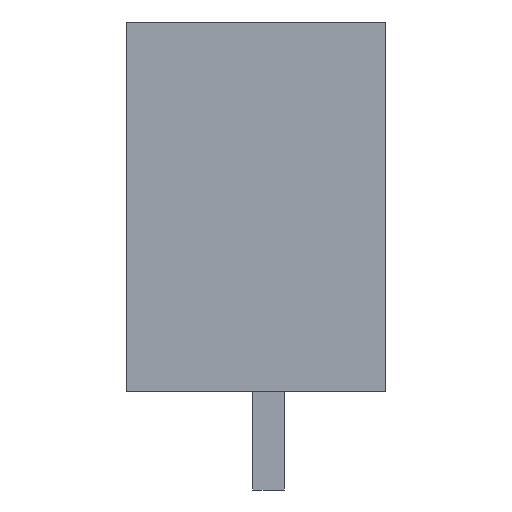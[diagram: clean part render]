
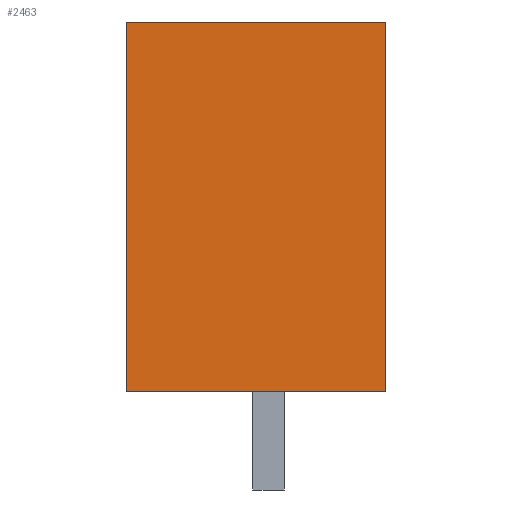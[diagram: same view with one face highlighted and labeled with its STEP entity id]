
A CAD part, left-side view. The second image highlights one B-rep face of the part: STEP entity #2463.
In plain terms, the highlighted planar face has unit normal (-1, 0, 0).
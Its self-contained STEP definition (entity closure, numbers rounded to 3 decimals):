
#2443=AXIS2_PLACEMENT_3D('Plane Axis2P3D',#2440,#2441,#2442) ;
#989=CARTESIAN_POINT('Vertex',(0.,0.,3.2)) ;
#992=CARTESIAN_POINT('Line Origine',(0.,4.215,3.2)) ;
#996=CARTESIAN_POINT('Vertex',(0.,8.43,3.2)) ;
#2276=CARTESIAN_POINT('Line Origine',(0.,0.,9.2)) ;
#2280=CARTESIAN_POINT('Vertex',(0.,0.,15.2)) ;
#2440=CARTESIAN_POINT('Axis2P3D Location',(0.,8.43,15.2)) ;
#2445=CARTESIAN_POINT('Line Origine',(0.,4.215,15.2)) ;
#2449=CARTESIAN_POINT('Vertex',(0.,8.43,15.2)) ;
#2452=CARTESIAN_POINT('Line Origine',(0.,8.43,9.2)) ;
#993=DIRECTION('Vector Direction',(0.,-1.,0.)) ;
#2277=DIRECTION('Vector Direction',(0.,0.,-1.)) ;
#2441=DIRECTION('Axis2P3D Direction',(-1.,0.,0.)) ;
#2442=DIRECTION('Axis2P3D XDirection',(0.,0.,1.)) ;
#2446=DIRECTION('Vector Direction',(0.,-1.,0.)) ;
#2453=DIRECTION('Vector Direction',(0.,0.,-1.)) ;
#994=VECTOR('Line Direction',#993,1.) ;
#2278=VECTOR('Line Direction',#2277,1.) ;
#2447=VECTOR('Line Direction',#2446,1.) ;
#2454=VECTOR('Line Direction',#2453,1.) ;
#2458=ORIENTED_EDGE('',*,*,#2451,.F.) ;
#2459=ORIENTED_EDGE('',*,*,#2456,.T.) ;
#2460=ORIENTED_EDGE('',*,*,#998,.T.) ;
#2461=ORIENTED_EDGE('',*,*,#2282,.F.) ;
#2463=ADVANCED_FACE('HOUSING',(#2462),#2444,.T.) ;
#998=EDGE_CURVE('',#997,#990,#995,.T.) ;
#2282=EDGE_CURVE('',#2281,#990,#2279,.T.) ;
#2451=EDGE_CURVE('',#2450,#2281,#2448,.T.) ;
#2456=EDGE_CURVE('',#2450,#997,#2455,.T.) ;
#2457=EDGE_LOOP('',(#2458,#2459,#2460,#2461)) ;
#2462=FACE_OUTER_BOUND('',#2457,.T.) ;
#995=LINE('Line',#992,#994) ;
#2279=LINE('Line',#2276,#2278) ;
#2448=LINE('Line',#2445,#2447) ;
#2455=LINE('Line',#2452,#2454) ;
#2444=PLANE('',#2443) ;
#990=VERTEX_POINT('',#989) ;
#997=VERTEX_POINT('',#996) ;
#2281=VERTEX_POINT('',#2280) ;
#2450=VERTEX_POINT('',#2449) ;
